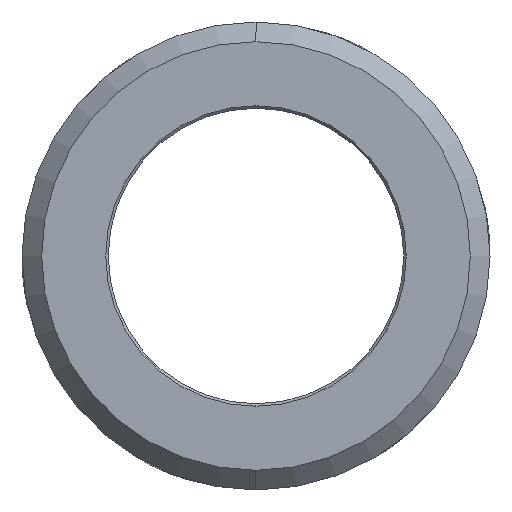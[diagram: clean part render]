
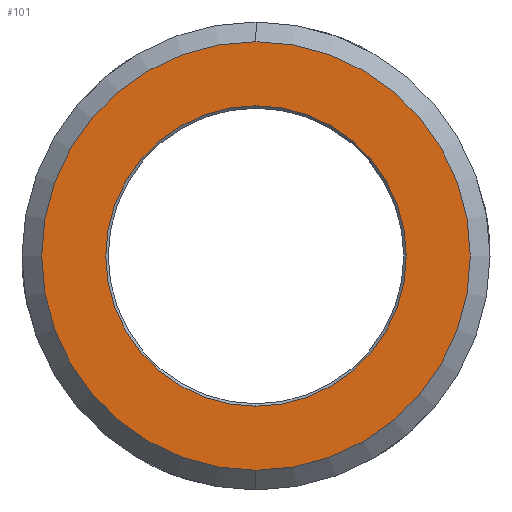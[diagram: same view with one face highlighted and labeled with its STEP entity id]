
A CAD part, left-side view. The second image highlights one B-rep face of the part: STEP entity #101.
In plain terms, the highlighted planar face has unit normal (-1, 0, 0).
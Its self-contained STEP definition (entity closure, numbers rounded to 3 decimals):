
#101=ADVANCED_FACE('NONE',(#224,#225),#226,.F.);
#224=FACE_OUTER_BOUND('',#364,.T.);
#225=FACE_BOUND('',#365,.T.);
#226=PLANE('',#366);
#364=EDGE_LOOP('',(#597,#598));
#365=EDGE_LOOP('',(#599,#600));
#366=AXIS2_PLACEMENT_3D('',#601,#602,#603);
#597=ORIENTED_EDGE('',*,*,#817,.T.);
#598=ORIENTED_EDGE('',*,*,#855,.T.);
#599=ORIENTED_EDGE('',*,*,#812,.T.);
#600=ORIENTED_EDGE('',*,*,#856,.T.);
#601=CARTESIAN_POINT('',(-14.0,8.7,0.0));
#602=DIRECTION('',(1.0,0.0,0.0));
#603=DIRECTION('',(0.0,1.0,-0.0));
#812=EDGE_CURVE('NONE',#975,#972,#976,.T.);
#817=EDGE_CURVE('NONE',#984,#981,#985,.T.);
#855=EDGE_CURVE('NONE',#981,#984,#1036,.T.);
#856=EDGE_CURVE('NONE',#972,#975,#1037,.T.);
#972=VERTEX_POINT('',#1249);
#975=VERTEX_POINT('NONE',#1253);
#976=CIRCLE('',#1254,6.1);
#981=VERTEX_POINT('',#1260);
#984=VERTEX_POINT('NONE',#1264);
#985=CIRCLE('',#1265,8.7);
#1036=CIRCLE('',#1425,8.7);
#1037=CIRCLE('',#1426,6.1);
#1249=CARTESIAN_POINT('',(-14.0,0.,6.1));
#1253=CARTESIAN_POINT('',(-14.0,0.0,-6.1));
#1254=AXIS2_PLACEMENT_3D('',#1515,#1516,#1517);
#1260=CARTESIAN_POINT('',(-14.0,0.,-8.7));
#1264=CARTESIAN_POINT('',(-14.0,0.0,8.7));
#1265=AXIS2_PLACEMENT_3D('',#1523,#1524,#1525);
#1425=AXIS2_PLACEMENT_3D('',#1581,#1582,#1583);
#1426=AXIS2_PLACEMENT_3D('',#1584,#1585,#1586);
#1515=CARTESIAN_POINT('',(-14.0,0.0,0.0));
#1516=DIRECTION('',(1.0,0.0,0.0));
#1517=DIRECTION('',(0.0,0.0,-1.0));
#1523=CARTESIAN_POINT('',(-14.0,0.0,0.0));
#1524=DIRECTION('',(-1.0,0.0,0.0));
#1525=DIRECTION('',(0.0,0.0,1.0));
#1581=CARTESIAN_POINT('',(-14.0,0.0,0.0));
#1582=DIRECTION('',(-1.0,0.0,0.0));
#1583=DIRECTION('',(0.0,0.0,1.0));
#1584=CARTESIAN_POINT('',(-14.0,0.0,0.0));
#1585=DIRECTION('',(1.0,0.0,0.0));
#1586=DIRECTION('',(0.0,0.0,-1.0));
